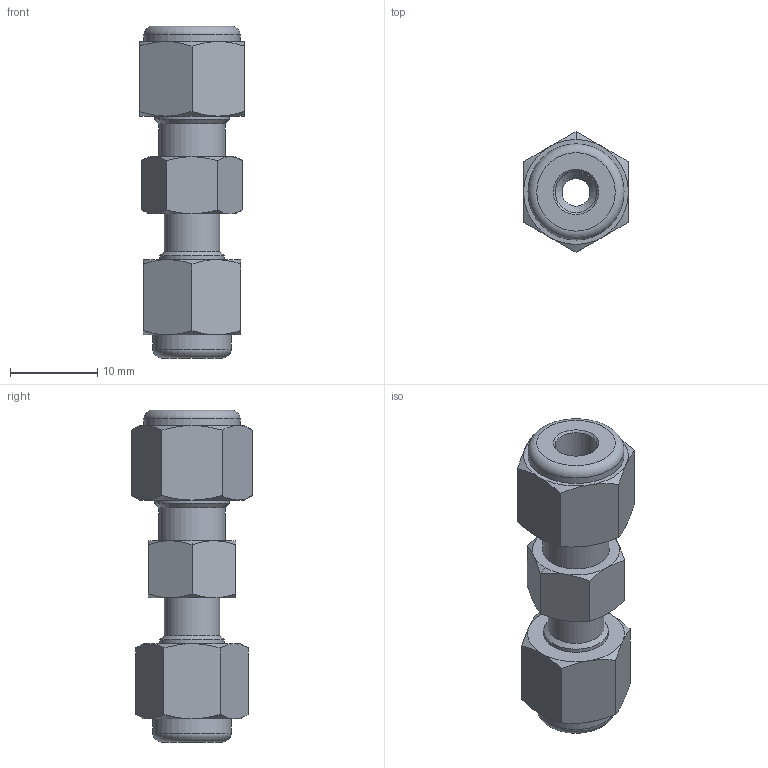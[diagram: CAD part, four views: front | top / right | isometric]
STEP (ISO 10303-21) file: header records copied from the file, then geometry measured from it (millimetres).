
FILE_DESCRIPTION(/* description */ (''),/* implementation_level */ '2;1');
FILE_NAME(/* name */ '059-0773.stp',/* time_stamp */ '2021-03-01T18:42:32-05:00',/* author */ (''),/* organization */ (''),/* preprocessor_version */ 'ST-DEVELOPER v16',/* originating_system */ 'SIEMENS PLM Software NX 10.0',/* authorisation */ '');
FILE_SCHEMA (('AUTOMOTIVE_DESIGN { 1 0 10303 214 3 1 1 1 }'));
Length unit declared in the file: inch
Products named in the file (1): 059-0773
Bounding box: 12 x 13.86 x 38 mm (x, y, z)
Volume: 2737.4 mm3; surface area: 2142.7 mm2
Topology: 1 solids, 1 shells, 81 faces, 173 edges, 100 vertices
Faces by surface type: cone 45, plane 26, cylinder 8, torus 2
Full cylindrical faces by diameter (mm): 3.175 x1, 4.762 x1, 6.35 x1, 7.366 x1, 7.62 x1, 8.509 x1, 8.975 x1, 11.007 x1
Entity records: 2130 total; most frequent: CARTESIAN_POINT 548, ORIENTED_EDGE 308, DIRECTION 306, EDGE_CURVE 154, AXIS2_PLACEMENT_3D 142, EDGE_LOOP 104, VERTEX_POINT 96, ADVANCED_FACE 81
